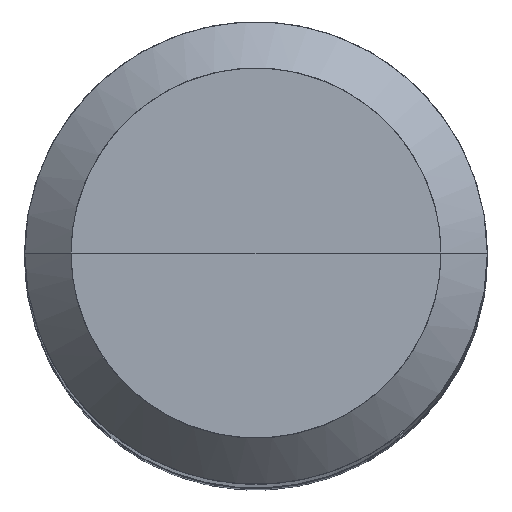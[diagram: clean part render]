
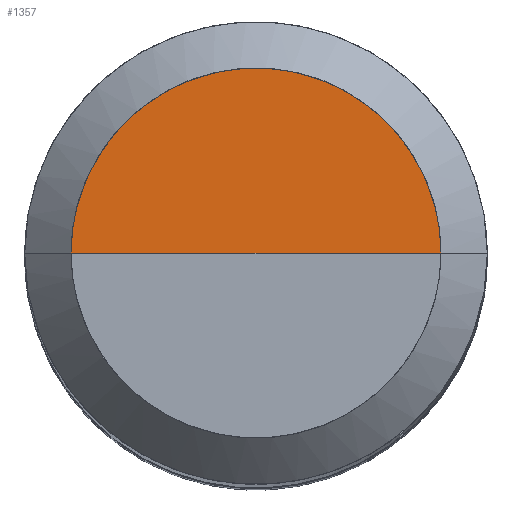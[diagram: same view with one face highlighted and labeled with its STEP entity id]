
A CAD part, top view. The second image highlights one B-rep face of the part: STEP entity #1357.
In plain terms, the highlighted free-form (B-spline) face has degree [1, 2] with [2, 5] control points.
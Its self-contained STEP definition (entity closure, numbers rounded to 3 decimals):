
#1027=CARTESIAN_POINT('',(4.0,0.0,39.0));
#1028=CARTESIAN_POINT('',(4.0,4.0,39.0));
#1029=CARTESIAN_POINT('',(0.0,4.0,39.0));
#1030=CARTESIAN_POINT('',(-4.0,4.0,39.0));
#1031=CARTESIAN_POINT('',(-4.0,0.0,39.0));
#1032=CARTESIAN_POINT('',(0.0,0.0,39.0));
#1342=(
BOUNDED_SURFACE()
B_SPLINE_SURFACE(1,2,(
(#1027,#1028,#1029,#1030,#1031),
(#1032,#1032,#1032,#1032,#1032)
), .UNSPECIFIED.,.F.,.F.,.F.)
B_SPLINE_SURFACE_WITH_KNOTS((2,2),(3,2,3),(
0.0,1.0),(
0.0,0.5,1.0), .UNSPECIFIED.)
GEOMETRIC_REPRESENTATION_ITEM()
RATIONAL_B_SPLINE_SURFACE(((1.0,0.707,1.0,0.707,1.0),
(1.0,0.707,1.0,0.707,1.0)
))
REPRESENTATION_ITEM('')
SURFACE()
);
#1343=(
BOUNDED_CURVE()
B_SPLINE_CURVE(2,(#1031,#1030,#1029,#1028,#1027),.UNSPECIFIED.,.F.,.F.)
B_SPLINE_CURVE_WITH_KNOTS((3,2,3),
(0.0,0.5,1.0),.UNSPECIFIED.)
CURVE()
GEOMETRIC_REPRESENTATION_ITEM()
RATIONAL_B_SPLINE_CURVE((1.0,0.707,1.0,0.707,1.0))
REPRESENTATION_ITEM('')
);
#1344=(
BOUNDED_CURVE()
B_SPLINE_CURVE(1,(#1027,#1032),.UNSPECIFIED.,.F.,.F.)
B_SPLINE_CURVE_WITH_KNOTS((2,2),
(0.0,1.0),.UNSPECIFIED.)
CURVE()
GEOMETRIC_REPRESENTATION_ITEM()
RATIONAL_B_SPLINE_CURVE((1.0,1.0))
REPRESENTATION_ITEM('')
);
#1345=(
BOUNDED_CURVE()
B_SPLINE_CURVE(1,(#1032,#1031),.UNSPECIFIED.,.F.,.F.)
B_SPLINE_CURVE_WITH_KNOTS((2,2),
(0.0,1.0),.UNSPECIFIED.)
CURVE()
GEOMETRIC_REPRESENTATION_ITEM()
RATIONAL_B_SPLINE_CURVE((1.0,1.0))
REPRESENTATION_ITEM('')
);
#1346=VERTEX_POINT('',#1027);
#1347=VERTEX_POINT('',#1031);
#1348=VERTEX_POINT('',#1032);
#1349=EDGE_CURVE('',#1347,#1346,#1343,.T.);
#1350=EDGE_CURVE('',#1346,#1348,#1344,.T.);
#1351=EDGE_CURVE('',#1348,#1347,#1345,.T.);
#1352=ORIENTED_EDGE('',*,*,#1349,.T.);
#1353=ORIENTED_EDGE('',*,*,#1350,.T.);
#1354=ORIENTED_EDGE('',*,*,#1351,.T.);
#1355=EDGE_LOOP('',(#1352,#1353,#1354));
#1356=FACE_OUTER_BOUND('',#1355,.T.);
#1357=ADVANCED_FACE('',(#1356),#1342,.T.);
